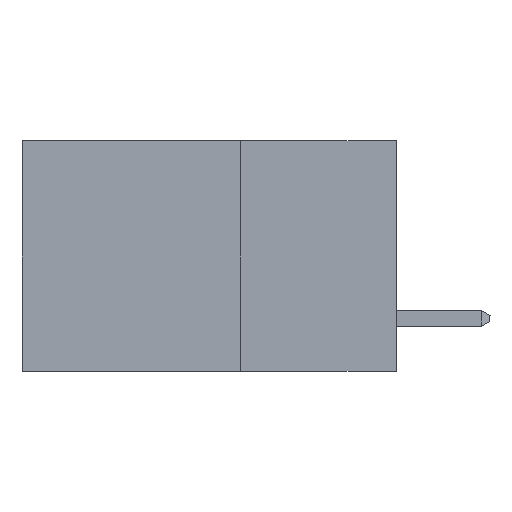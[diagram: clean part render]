
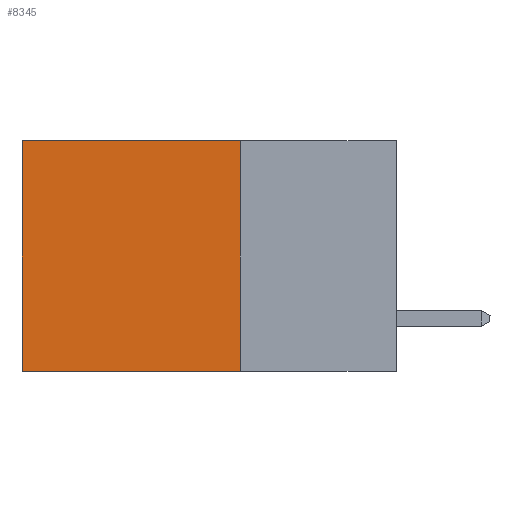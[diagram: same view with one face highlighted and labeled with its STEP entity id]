
A CAD part, left-side view. The second image highlights one B-rep face of the part: STEP entity #8345.
In plain terms, the highlighted planar face has unit normal (-1, 0, 0).
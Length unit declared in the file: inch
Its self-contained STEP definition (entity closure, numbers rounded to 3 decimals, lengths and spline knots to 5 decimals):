
#9 = CARTESIAN_POINT ( 'NONE',  ( 0.2615, 0.25, -0.37 ) ) ;
#584 = LINE ( 'NONE', #8299, #18768 ) ;
#1799 = CARTESIAN_POINT ( 'NONE',  ( 0.2615, 0.6, 0. ) ) ;
#2062 = DIRECTION ( 'NONE',  ( 0., 1., 0. ) ) ;
#2241 = CARTESIAN_POINT ( 'NONE',  ( 0.2615, 0.25, 0. ) ) ;
#3298 = EDGE_CURVE ( 'NONE', #24556, #11638, #21118, .T. ) ;
#3564 = ORIENTED_EDGE ( 'NONE', *, *, #12981, .T. ) ;
#4308 = DIRECTION ( 'NONE',  ( 0., 0., -1. ) ) ;
#6111 = ORIENTED_EDGE ( 'NONE', *, *, #12017, .T. ) ;
#6594 = ORIENTED_EDGE ( 'NONE', *, *, #3298, .F. ) ;
#7507 = DIRECTION ( 'NONE',  ( 1., 0., 0. ) ) ;
#8299 = CARTESIAN_POINT ( 'NONE',  ( 0.2615, 0.25, -0.37 ) ) ;
#8345 = ADVANCED_FACE ( 'NONE', ( #24688 ), #22562, .F. ) ;
#9140 = DIRECTION ( 'NONE',  ( 0., 0., -1. ) ) ;
#9292 = VECTOR ( 'NONE', #2062, 39.37008 ) ;
#10787 = CARTESIAN_POINT ( 'NONE',  ( 0.2615, 0.25, -0.37 ) ) ;
#11638 = VERTEX_POINT ( 'NONE', #24956 ) ;
#11878 = VERTEX_POINT ( 'NONE', #20763 ) ;
#11894 = VECTOR ( 'NONE', #4308, 39.37008 ) ;
#11907 = VECTOR ( 'NONE', #22279, 39.37008 ) ;
#12017 = EDGE_CURVE ( 'NONE', #24556, #18300, #16696, .T. ) ;
#12981 = EDGE_CURVE ( 'NONE', #18300, #11878, #16561, .T. ) ;
#14715 = DIRECTION ( 'NONE',  ( 0., 1., 0. ) ) ;
#14800 = AXIS2_PLACEMENT_3D ( 'NONE', #10787, #7507, #9140 ) ;
#16561 = LINE ( 'NONE', #22408, #11907 ) ;
#16564 = EDGE_CURVE ( 'NONE', #11638, #11878, #584, .T. ) ;
#16696 = LINE ( 'NONE', #19374, #9292 ) ;
#18300 = VERTEX_POINT ( 'NONE', #1799 ) ;
#18768 = VECTOR ( 'NONE', #14715, 39.37008 ) ;
#19374 = CARTESIAN_POINT ( 'NONE',  ( 0.2615, 0.25, 0. ) ) ;
#20763 = CARTESIAN_POINT ( 'NONE',  ( 0.2615, 0.6, -0.37 ) ) ;
#20910 = EDGE_LOOP ( 'NONE', ( #3564, #21847, #6594, #6111 ) ) ;
#21118 = LINE ( 'NONE', #9, #11894 ) ;
#21847 = ORIENTED_EDGE ( 'NONE', *, *, #16564, .F. ) ;
#22279 = DIRECTION ( 'NONE',  ( 0., 0., -1. ) ) ;
#22408 = CARTESIAN_POINT ( 'NONE',  ( 0.2615, 0.6, -0.37 ) ) ;
#22562 = PLANE ( 'NONE',  #14800 ) ;
#24556 = VERTEX_POINT ( 'NONE', #2241 ) ;
#24688 = FACE_OUTER_BOUND ( 'NONE', #20910, .T. ) ;
#24956 = CARTESIAN_POINT ( 'NONE',  ( 0.2615, 0.25, -0.37 ) ) ;
